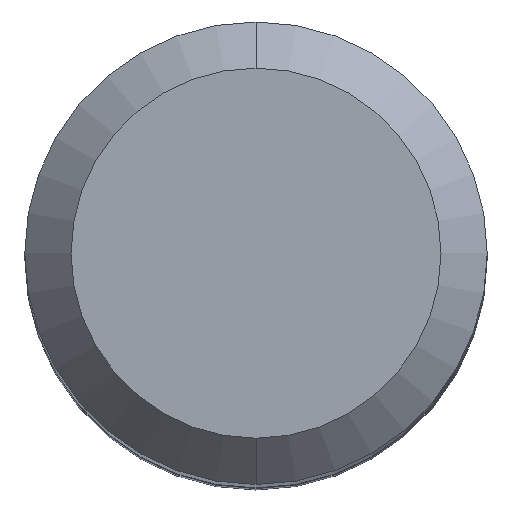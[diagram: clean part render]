
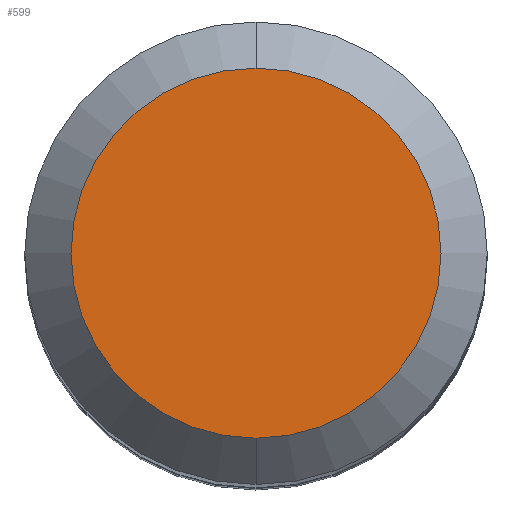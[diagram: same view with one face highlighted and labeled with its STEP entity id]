
A CAD part, top view. The second image highlights one B-rep face of the part: STEP entity #599.
In plain terms, the highlighted planar face has unit normal (0, 0, 1).
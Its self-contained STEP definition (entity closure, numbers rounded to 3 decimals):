
#254=CARTESIAN_POINT('',(0.,0.,45.));
#255=DIRECTION('',(0.,0.,1.));
#256=DIRECTION('',(0.,1.,0.));
#257=AXIS2_PLACEMENT_3D('',#254,#255,#256);
#262=CARTESIAN_POINT('',(0.,0.,45.));
#263=DIRECTION('',(0.,0.,-1.));
#264=DIRECTION('',(0.,1.,0.));
#265=AXIS2_PLACEMENT_3D('',#262,#263,#264);
#276=CARTESIAN_POINT('',(0.,4.8,45.));
#277=VERTEX_POINT('',#276);
#284=CARTESIAN_POINT('',(0.,-4.8,45.));
#285=VERTEX_POINT('',#284);
#590=CARTESIAN_POINT('',(0.,0.,45.));
#591=DIRECTION('',(0.,0.,-1.));
#592=DIRECTION('',(0.,-1.,0.));
#593=AXIS2_PLACEMENT_3D('',#590,#591,#592);
#594=PLANE('',#593);
#595=ORIENTED_EDGE('',*,*,#583,.F.);
#596=ORIENTED_EDGE('',*,*,#572,.T.);
#597=EDGE_LOOP('',(#595,#596));
#598=FACE_OUTER_BOUND('',#597,.F.);
#258=CIRCLE('',#257,4.8);
#266=CIRCLE('',#265,4.8);
#572=EDGE_CURVE('',#277,#285,#266,.T.);
#583=EDGE_CURVE('',#277,#285,#258,.T.);
#599=ADVANCED_FACE('',(#598),#594,.F.);
